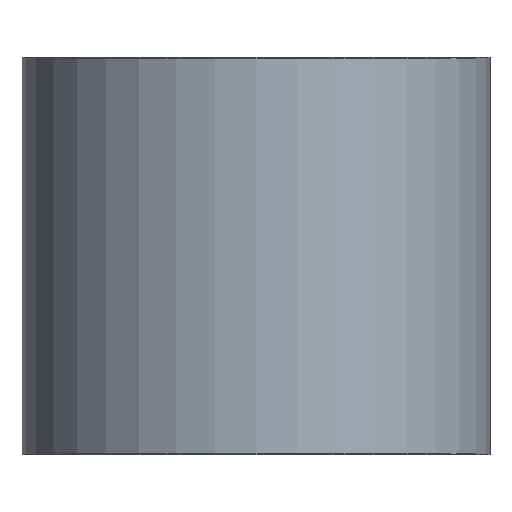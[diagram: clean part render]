
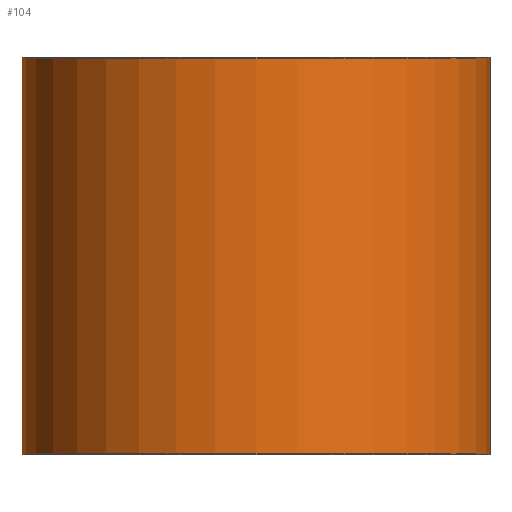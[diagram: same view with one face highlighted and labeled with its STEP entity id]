
A CAD part, front view. The second image highlights one B-rep face of the part: STEP entity #104.
In plain terms, the highlighted cylindrical face has radius 660 mm (diameter 1320 mm), a full revolution.
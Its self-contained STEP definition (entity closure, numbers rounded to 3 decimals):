
#78 = CIRCLE ( 'NONE', #240, 660. ) ;
#104 = ADVANCED_FACE ( 'NONE', ( #1365, #863 ), #413, .T. ) ;
#106 = ORIENTED_EDGE ( 'NONE', *, *, #542, .F. ) ;
#132 = DIRECTION ( 'NONE',  ( 0., 0., 1. ) ) ;
#240 = AXIS2_PLACEMENT_3D ( 'NONE', #872, #1161, #767 ) ;
#301 = AXIS2_PLACEMENT_3D ( 'NONE', #779, #132, #1157 ) ;
#413 = CYLINDRICAL_SURFACE ( 'NONE', #301, 660. ) ;
#430 = CARTESIAN_POINT ( 'NONE',  ( 660., 0., 1120. ) ) ;
#523 = CARTESIAN_POINT ( 'NONE',  ( 660., 0., 0. ) ) ;
#542 = EDGE_CURVE ( 'NONE', #936, #936, #762, .T. ) ;
#632 = ORIENTED_EDGE ( 'NONE', *, *, #1134, .T. ) ;
#638 = VERTEX_POINT ( 'NONE', #523 ) ;
#762 = CIRCLE ( 'NONE', #1571, 660. ) ;
#767 = DIRECTION ( 'NONE',  ( 1., 0., 0. ) ) ;
#779 = CARTESIAN_POINT ( 'NONE',  ( 0., 0., 0. ) ) ;
#863 = FACE_OUTER_BOUND ( 'NONE', #908, .T. ) ;
#872 = CARTESIAN_POINT ( 'NONE',  ( 0., 0., 0. ) ) ;
#908 = EDGE_LOOP ( 'NONE', ( #106 ) ) ;
#936 = VERTEX_POINT ( 'NONE', #430 ) ;
#938 = DIRECTION ( 'NONE',  ( 1., 0., 0. ) ) ;
#1134 = EDGE_CURVE ( 'NONE', #638, #638, #78, .T. ) ;
#1157 = DIRECTION ( 'NONE',  ( 1., 0., 0. ) ) ;
#1161 = DIRECTION ( 'NONE',  ( 0., 0., 1. ) ) ;
#1167 = EDGE_LOOP ( 'NONE', ( #632 ) ) ;
#1365 = FACE_OUTER_BOUND ( 'NONE', #1167, .T. ) ;
#1498 = DIRECTION ( 'NONE',  ( 0., 0., 1. ) ) ;
#1571 = AXIS2_PLACEMENT_3D ( 'NONE', #1617, #1498, #938 ) ;
#1617 = CARTESIAN_POINT ( 'NONE',  ( 0., 0., 1120. ) ) ;
